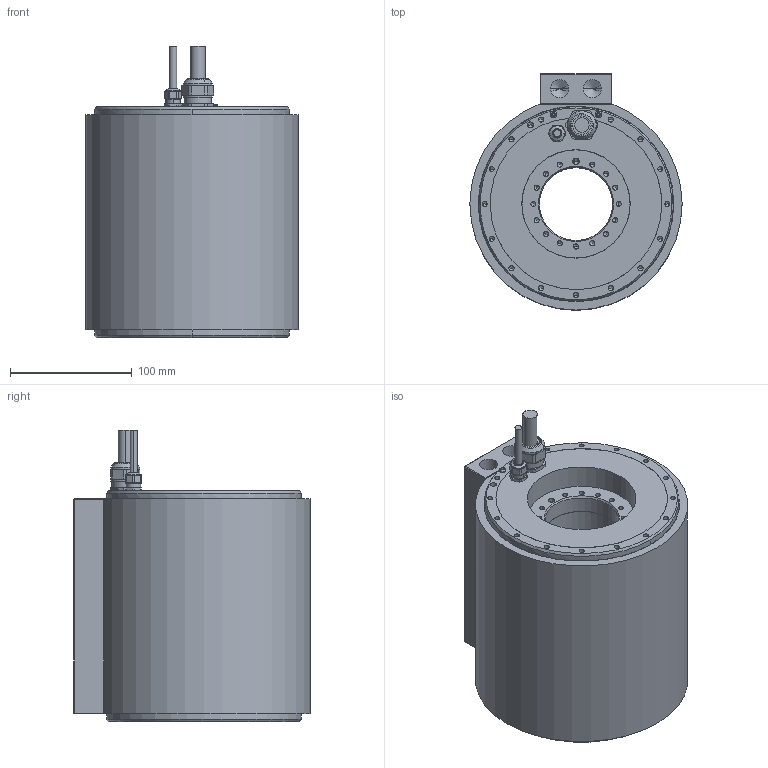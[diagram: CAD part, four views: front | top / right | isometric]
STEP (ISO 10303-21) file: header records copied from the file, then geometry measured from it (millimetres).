
FILE_DESCRIPTION((''),'2;1');
FILE_NAME('1219972-18_ASM','2018-10-16T',('CH5533'),(''),'PRO/ENGINEER BY PARAMETRIC TECHNOLOGY CORPORATION, 2014000','PRO/ENGINEER BY PARAMETRIC TECHNOLOGY CORPORATION, 2014000','');
FILE_SCHEMA(('CONFIG_CONTROL_DESIGN'));
Length unit declared in the file: millimetre
Products named in the file (3): PRT0001; PRT0002; 1219972-18_ASM
Assembly tree (2 placements, depth 2):
  1219972-18_ASM
    PRT0001
    PRT0002
Bounding box: 174.5 x 194.36 x 239.8 mm (x, y, z)
Volume: 4018526.8 mm3; surface area: 311502.5 mm2
Topology: 2 solids, 21 shells, 811 faces, 1928 edges, 1144 vertices
Faces by surface type: cylinder 357, plane 214, cone 190, torus 46, sphere 4
Entity records: 25814 total; most frequent: DIRECTION 4315, CARTESIAN_POINT 3921, ORIENTED_EDGE 3588, EDGE_CURVE 1794, AXIS2_PLACEMENT_3D 1738, VERTEX_POINT 1144, EDGE_LOOP 972, CIRCLE 922
